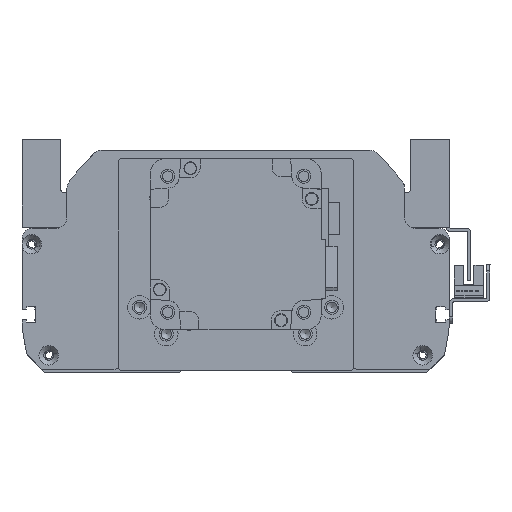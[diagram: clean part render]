
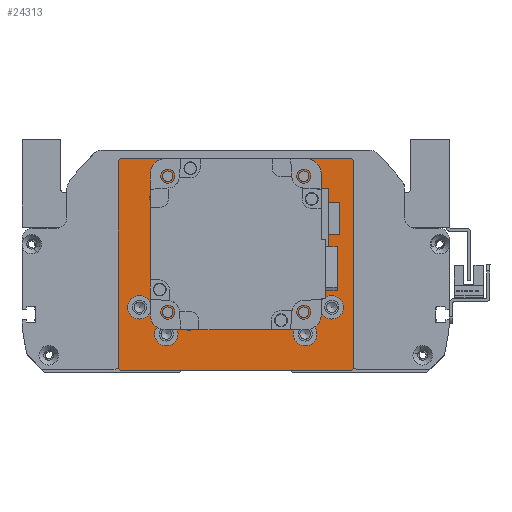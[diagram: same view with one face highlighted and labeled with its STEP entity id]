
A CAD part, front view. The second image highlights one B-rep face of the part: STEP entity #24313.
In plain terms, the highlighted face is planar.
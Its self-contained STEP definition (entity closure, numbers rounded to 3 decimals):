
#1862=FACE_BOUND('',#5721,.T.);
#1863=FACE_BOUND('',#5722,.T.);
#1864=FACE_BOUND('',#5723,.T.);
#1865=FACE_BOUND('',#5724,.T.);
#1866=FACE_BOUND('',#5725,.T.);
#1867=FACE_BOUND('',#5726,.T.);
#1868=FACE_BOUND('',#5727,.T.);
#1869=FACE_BOUND('',#5728,.T.);
#1870=FACE_BOUND('',#5729,.T.);
#2974=CIRCLE('',#26996,2.459);
#2975=CIRCLE('',#26999,2.459);
#2976=CIRCLE('',#27007,2.459);
#2977=CIRCLE('',#27009,2.459);
#2980=CIRCLE('',#27014,5.5);
#2983=CIRCLE('',#27020,5.5);
#2986=CIRCLE('',#27026,5.5);
#2989=CIRCLE('',#27032,5.5);
#2991=CIRCLE('',#27037,35.);
#4206=FACE_OUTER_BOUND('',#5720,.T.);
#5720=EDGE_LOOP('',(#21957,#21958,#21959,#21960,#21961,#21962,#21963,#21964));
#5721=EDGE_LOOP('',(#21965));
#5722=EDGE_LOOP('',(#21966));
#5723=EDGE_LOOP('',(#21967));
#5724=EDGE_LOOP('',(#21968));
#5725=EDGE_LOOP('',(#21969));
#5726=EDGE_LOOP('',(#21970));
#5727=EDGE_LOOP('',(#21971));
#5728=EDGE_LOOP('',(#21972));
#5729=EDGE_LOOP('',(#21973));
#7748=LINE('',#42096,#9827);
#7751=LINE('',#42105,#9830);
#7754=LINE('',#42110,#9833);
#7756=LINE('',#42113,#9835);
#7757=LINE('',#42116,#9836);
#7759=LINE('',#42120,#9838);
#7761=LINE('',#42124,#9840);
#7774=LINE('',#42186,#9853);
#9827=VECTOR('',#33498,10.);
#9830=VECTOR('',#33507,10.);
#9833=VECTOR('',#33512,10.);
#9835=VECTOR('',#33516,10.);
#9836=VECTOR('',#33519,10.);
#9838=VECTOR('',#33523,10.);
#9840=VECTOR('',#33527,10.);
#9853=VECTOR('',#33606,10.);
#12129=VERTEX_POINT('',#42089);
#12130=VERTEX_POINT('',#42093);
#12131=VERTEX_POINT('',#42095);
#12132=VERTEX_POINT('',#42099);
#12133=VERTEX_POINT('',#42103);
#12134=VERTEX_POINT('',#42104);
#12135=VERTEX_POINT('',#42109);
#12136=VERTEX_POINT('',#42115);
#12137=VERTEX_POINT('',#42119);
#12138=VERTEX_POINT('',#42123);
#12139=VERTEX_POINT('',#42127);
#12140=VERTEX_POINT('',#42131);
#12143=VERTEX_POINT('',#42140);
#12146=VERTEX_POINT('',#42151);
#12149=VERTEX_POINT('',#42162);
#12152=VERTEX_POINT('',#42173);
#12154=VERTEX_POINT('',#42182);
#15419=EDGE_CURVE('',#12129,#12129,#2974,.T.);
#15422=EDGE_CURVE('',#12131,#12130,#7748,.T.);
#15424=EDGE_CURVE('',#12132,#12132,#2975,.T.);
#15426=EDGE_CURVE('',#12133,#12134,#7751,.T.);
#15429=EDGE_CURVE('',#12135,#12134,#7754,.T.);
#15431=EDGE_CURVE('',#12135,#12130,#7756,.T.);
#15432=EDGE_CURVE('',#12131,#12136,#7757,.T.);
#15434=EDGE_CURVE('',#12137,#12136,#7759,.T.);
#15436=EDGE_CURVE('',#12137,#12138,#7761,.T.);
#15438=EDGE_CURVE('',#12139,#12139,#2976,.T.);
#15440=EDGE_CURVE('',#12140,#12140,#2977,.T.);
#15444=EDGE_CURVE('',#12143,#12143,#2980,.T.);
#15449=EDGE_CURVE('',#12146,#12146,#2983,.T.);
#15454=EDGE_CURVE('',#12149,#12149,#2986,.T.);
#15459=EDGE_CURVE('',#12152,#12152,#2989,.T.);
#15463=EDGE_CURVE('',#12154,#12154,#2991,.T.);
#15465=EDGE_CURVE('',#12133,#12138,#7774,.T.);
#21957=ORIENTED_EDGE('',*,*,#15426,.F.);
#21958=ORIENTED_EDGE('',*,*,#15465,.T.);
#21959=ORIENTED_EDGE('',*,*,#15436,.F.);
#21960=ORIENTED_EDGE('',*,*,#15434,.T.);
#21961=ORIENTED_EDGE('',*,*,#15432,.F.);
#21962=ORIENTED_EDGE('',*,*,#15422,.T.);
#21963=ORIENTED_EDGE('',*,*,#15431,.F.);
#21964=ORIENTED_EDGE('',*,*,#15429,.T.);
#21965=ORIENTED_EDGE('',*,*,#15438,.T.);
#21966=ORIENTED_EDGE('',*,*,#15424,.T.);
#21967=ORIENTED_EDGE('',*,*,#15440,.T.);
#21968=ORIENTED_EDGE('',*,*,#15419,.T.);
#21969=ORIENTED_EDGE('',*,*,#15444,.T.);
#21970=ORIENTED_EDGE('',*,*,#15449,.T.);
#21971=ORIENTED_EDGE('',*,*,#15454,.T.);
#21972=ORIENTED_EDGE('',*,*,#15459,.T.);
#21973=ORIENTED_EDGE('',*,*,#15463,.T.);
#23114=PLANE('',#27039);
#24313=ADVANCED_FACE('',(#4206,#1862,#1863,#1864,#1865,#1866,#1867,#1868,
#1869,#1870),#23114,.T.);
#26996=AXIS2_PLACEMENT_3D('',#42090,#33492,#33493);
#26999=AXIS2_PLACEMENT_3D('',#42100,#33502,#33503);
#27007=AXIS2_PLACEMENT_3D('',#42128,#33531,#33532);
#27009=AXIS2_PLACEMENT_3D('',#42132,#33536,#33537);
#27014=AXIS2_PLACEMENT_3D('',#42141,#33547,#33548);
#27020=AXIS2_PLACEMENT_3D('',#42152,#33561,#33562);
#27026=AXIS2_PLACEMENT_3D('',#42163,#33575,#33576);
#27032=AXIS2_PLACEMENT_3D('',#42174,#33589,#33590);
#27037=AXIS2_PLACEMENT_3D('',#42183,#33601,#33602);
#27039=AXIS2_PLACEMENT_3D('',#42187,#33607,#33608);
#33492=DIRECTION('center_axis',(0.,0.,-1.));
#33493=DIRECTION('ref_axis',(1.,0.,0.));
#33498=DIRECTION('',(-1.,0.,0.));
#33502=DIRECTION('center_axis',(0.,0.,-1.));
#33503=DIRECTION('ref_axis',(1.,0.,0.));
#33507=DIRECTION('',(-0.707,0.707,0.));
#33512=DIRECTION('',(0.,-1.,0.));
#33516=DIRECTION('',(0.707,0.707,0.));
#33519=DIRECTION('',(0.707,-0.707,0.));
#33523=DIRECTION('',(0.,1.,0.));
#33527=DIRECTION('',(-0.707,-0.707,0.));
#33531=DIRECTION('center_axis',(0.,0.,-1.));
#33532=DIRECTION('ref_axis',(1.,0.,0.));
#33536=DIRECTION('center_axis',(0.,0.,-1.));
#33537=DIRECTION('ref_axis',(1.,0.,0.));
#33547=DIRECTION('center_axis',(0.,0.,-1.));
#33548=DIRECTION('ref_axis',(1.,0.,0.));
#33561=DIRECTION('center_axis',(0.,0.,-1.));
#33562=DIRECTION('ref_axis',(1.,0.,0.));
#33575=DIRECTION('center_axis',(0.,0.,-1.));
#33576=DIRECTION('ref_axis',(1.,0.,0.));
#33589=DIRECTION('center_axis',(0.,0.,-1.));
#33590=DIRECTION('ref_axis',(1.,0.,0.));
#33601=DIRECTION('center_axis',(0.,0.,-1.));
#33602=DIRECTION('ref_axis',(1.,0.,0.));
#33606=DIRECTION('',(1.,0.,0.));
#33607=DIRECTION('center_axis',(0.,0.,1.));
#33608=DIRECTION('ref_axis',(1.,0.,0.));
#42089=CARTESIAN_POINT('',(29.361,41.32,89.));
#42090=CARTESIAN_POINT('Origin',(31.82,41.32,89.));
#42093=CARTESIAN_POINT('',(-54.,49.5,89.));
#42095=CARTESIAN_POINT('',(54.,49.5,89.));
#42096=CARTESIAN_POINT('',(55.,49.5,89.));
#42099=CARTESIAN_POINT('',(-34.278,41.32,89.));
#42100=CARTESIAN_POINT('Origin',(-31.82,41.32,89.));
#42103=CARTESIAN_POINT('',(-54.,-49.5,89.));
#42104=CARTESIAN_POINT('',(-55.,-48.5,89.));
#42105=CARTESIAN_POINT('',(-53.125,-50.375,89.));
#42109=CARTESIAN_POINT('',(-55.,48.5,89.));
#42110=CARTESIAN_POINT('',(-55.,49.5,89.));
#42113=CARTESIAN_POINT('',(-53.125,50.375,89.));
#42115=CARTESIAN_POINT('',(55.,48.5,89.));
#42116=CARTESIAN_POINT('',(53.125,50.375,89.));
#42119=CARTESIAN_POINT('',(55.,-48.5,89.));
#42120=CARTESIAN_POINT('',(55.,-49.5,89.));
#42123=CARTESIAN_POINT('',(54.,-49.5,89.));
#42124=CARTESIAN_POINT('',(53.125,-50.375,89.));
#42127=CARTESIAN_POINT('',(29.361,-22.32,89.));
#42128=CARTESIAN_POINT('Origin',(31.82,-22.32,89.));
#42131=CARTESIAN_POINT('',(-34.278,-22.32,89.));
#42132=CARTESIAN_POINT('Origin',(-31.82,-22.32,89.));
#42140=CARTESIAN_POINT('',(27.,-32.5,89.));
#42141=CARTESIAN_POINT('Origin',(32.5,-32.5,89.));
#42151=CARTESIAN_POINT('',(-50.5,-20.,89.));
#42152=CARTESIAN_POINT('Origin',(-45.,-20.,89.));
#42162=CARTESIAN_POINT('',(-38.,-32.5,89.));
#42163=CARTESIAN_POINT('Origin',(-32.5,-32.5,89.));
#42173=CARTESIAN_POINT('',(39.5,-20.,89.));
#42174=CARTESIAN_POINT('Origin',(45.,-20.,89.));
#42182=CARTESIAN_POINT('',(-35.,9.5,89.));
#42183=CARTESIAN_POINT('Origin',(0.,9.5,89.));
#42186=CARTESIAN_POINT('',(-55.,-49.5,89.));
#42187=CARTESIAN_POINT('Origin',(0.,0.,
89.));
